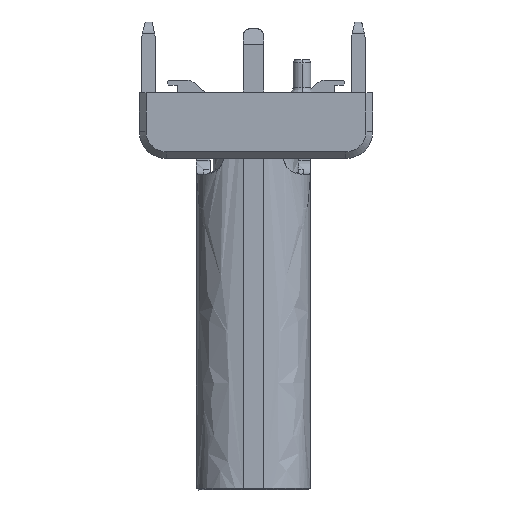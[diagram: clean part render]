
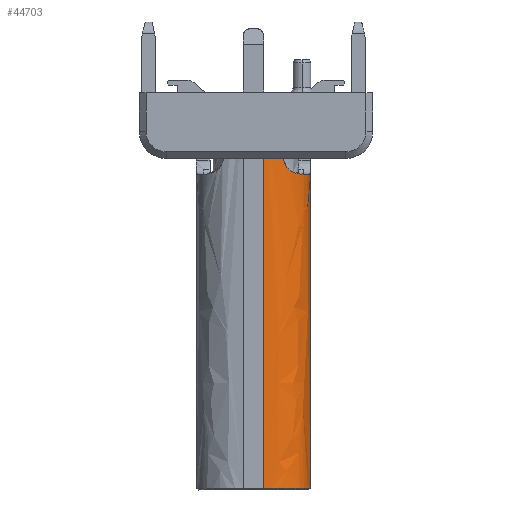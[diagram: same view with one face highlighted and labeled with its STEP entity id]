
A CAD part, left-side view. The second image highlights one B-rep face of the part: STEP entity #44703.
In plain terms, the highlighted free-form (B-spline) face has degree [1, 3] with [2, 4] control points.
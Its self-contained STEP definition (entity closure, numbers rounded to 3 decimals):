
#594 = CARTESIAN_POINT ( 'NONE',  ( -4.317, -1.093, 4.166 ) ) ;
#1021 = ORIENTED_EDGE ( 'NONE', *, *, #44836, .F. ) ;
#1312 = CARTESIAN_POINT ( 'NONE',  ( -4.434, -0.895, 4.44 ) ) ;
#2314 = EDGE_CURVE ( 'NONE', #38207, #34367, #35671, .T. ) ;
#2962 = B_SPLINE_CURVE_WITH_KNOTS ( 'NONE', 3,
 ( #44480, #39847, #18348, #32989 ),
 .UNSPECIFIED., .F., .F.,
 ( 4, 4 ),
 ( 0., 1. ),
 .UNSPECIFIED. ) ;
#3593 = ORIENTED_EDGE ( 'NONE', *, *, #23578, .T. ) ;
#5014 = CARTESIAN_POINT ( 'NONE',  ( -4.434, -0.895, 4.44 ) ) ;
#5366 = DIRECTION ( 'NONE',  ( 0., 0., 1. ) ) ;
#5428 = CARTESIAN_POINT ( 'NONE',  ( -3.2, -1.67, 4.215 ) ) ;
#6285 = DIRECTION ( 'NONE',  ( 0., 0., 1. ) ) ;
#6795 = EDGE_CURVE ( 'NONE', #15078, #13138, #26837, .T. ) ;
#7176 = DIRECTION ( 'NONE',  ( 0., 0., -1. ) ) ;
#7789 = FACE_OUTER_BOUND ( 'NONE', #13208, .T. ) ;
#7961 = CARTESIAN_POINT ( 'NONE',  ( -4.57, -0.3, -5.12 ) ) ;
#8631 = CARTESIAN_POINT ( 'NONE',  ( -4.28, -1.143, 4.136 ) ) ;
#8902 = ORIENTED_EDGE ( 'NONE', *, *, #26995, .T. ) ;
#9473 = LINE ( 'NONE', #39775, #38539 ) ;
#9541 = VERTEX_POINT ( 'NONE', #47595 ) ;
#10975 = CARTESIAN_POINT ( 'NONE',  ( -4.002, -1.678, -5.12 ) ) ;
#11050 = CARTESIAN_POINT ( 'NONE',  ( -3.2, -0.3, 4.08 ) ) ;
#12789 = CARTESIAN_POINT ( 'NONE',  ( -4.412, -0.939, 4.333 ) ) ;
#13138 = VERTEX_POINT ( 'NONE', #40692 ) ;
#13208 = EDGE_LOOP ( 'NONE', ( #3593, #1021, #36142, #47313, #8902, #37080, #38129 ) ) ;
#14179 = CIRCLE ( 'NONE', #30547, 1.37 ) ;
#15078 = VERTEX_POINT ( 'NONE', #42458 ) ;
#15553 =( BOUNDED_SURFACE ( )  B_SPLINE_SURFACE ( 1, 3, ( 
 ( #22703, #26142, #37595, #47893 ),
 ( #22468, #10975, #28405, #43331 ) ),
 .UNSPECIFIED., .F., .F., .F. ) 
 B_SPLINE_SURFACE_WITH_KNOTS ( ( 2, 2 ),
 ( 4, 4 ),
 ( 0.013, 0.981 ),
 ( 0., 1. ),
 .UNSPECIFIED. ) 
 GEOMETRIC_REPRESENTATION_ITEM ( )  RATIONAL_B_SPLINE_SURFACE ( (
 ( 1., 0.8, 0.8, 1.),
 ( 1., 0.8, 0.8, 1.) ) ) 
 REPRESENTATION_ITEM ( '' )  SURFACE ( )  );
#15692 =( BOUNDED_CURVE ( )  B_SPLINE_CURVE ( 3, ( #5014, #38737, #19935, #23357 ),
 .UNSPECIFIED., .F., .F. ) 
 B_SPLINE_CURVE_WITH_KNOTS ( ( 4, 4 ),
 ( 1.122, 1.571 ),
 .UNSPECIFIED. ) 
 CURVE ( )  GEOMETRIC_REPRESENTATION_ITEM ( )  RATIONAL_B_SPLINE_CURVE ( ( 1., 0.983, 0.983, 1. ) ) 
 REPRESENTATION_ITEM ( '' )  );
#18348 = CARTESIAN_POINT ( 'NONE',  ( -3.386, -1.662, 4.08 ) ) ;
#18442 = DIRECTION ( 'NONE',  ( 0., -1., 0. ) ) ;
#19181 = CARTESIAN_POINT ( 'NONE',  ( -4.075, -1.354, 4.08 ) ) ;
#19935 = CARTESIAN_POINT ( 'NONE',  ( -4.57, -0.507, 5.771 ) ) ;
#20018 = DIRECTION ( 'NONE',  ( -0.219, -0.976, 0. ) ) ;
#21356 = AXIS2_PLACEMENT_3D ( 'NONE', #11050, #25966, #20018 ) ;
#22112 = CARTESIAN_POINT ( 'NONE',  ( -4.049, -1.375, 4.08 ) ) ;
#22468 = CARTESIAN_POINT ( 'NONE',  ( -3.187, -1.67, -5.12 ) ) ;
#22703 = CARTESIAN_POINT ( 'NONE',  ( -3.187, -1.67, 6.55 ) ) ;
#23068 = CARTESIAN_POINT ( 'NONE',  ( -4.348, -1.048, 4.2 ) ) ;
#23357 = CARTESIAN_POINT ( 'NONE',  ( -4.57, -0.3, 6.48 ) ) ;
#23536 = CARTESIAN_POINT ( 'NONE',  ( -4.124, -1.313, 4.083 ) ) ;
#23578 = EDGE_CURVE ( 'NONE', #27654, #9541, #15692, .T. ) ;
#25016 = EDGE_CURVE ( 'NONE', #13138, #27654, #29976, .T. ) ;
#25761 = CARTESIAN_POINT ( 'NONE',  ( -3.2, -1.67, -5.12 ) ) ;
#25966 = DIRECTION ( 'NONE',  ( 0., 0., -1. ) ) ;
#26142 = CARTESIAN_POINT ( 'NONE',  ( -4.002, -1.678, 6.55 ) ) ;
#26837 = CIRCLE ( 'NONE', #21356, 1.37 ) ;
#26995 = EDGE_CURVE ( 'NONE', #34367, #15078, #2962, .T. ) ;
#27654 = VERTEX_POINT ( 'NONE', #45371 ) ;
#28405 = CARTESIAN_POINT ( 'NONE',  ( -4.578, -1.102, -5.12 ) ) ;
#29976 = B_SPLINE_CURVE_WITH_KNOTS ( 'NONE', 3,
 ( #22112, #19181, #23536, #42121, #37726, #8631, #594, #23068, #45789, #38690, #12789, #42609, #37968, #1312 ),
 .UNSPECIFIED., .F., .F.,
 ( 4, 1, 1, 1, 1, 1, 1, 1, 1, 1, 1, 4 ),
 ( 0., 0.091, 0.182, 0.273, 0.364, 0.455, 0.545, 0.636, 0.727, 0.818, 0.909, 1. ),
 .UNSPECIFIED. ) ;
#30547 = AXIS2_PLACEMENT_3D ( 'NONE', #41385, #7176, #18442 ) ;
#32989 = CARTESIAN_POINT ( 'NONE',  ( -3.5, -1.637, 4.08 ) ) ;
#34367 = VERTEX_POINT ( 'NONE', #5428 ) ;
#35671 = LINE ( 'NONE', #38847, #44223 ) ;
#36142 = ORIENTED_EDGE ( 'NONE', *, *, #39430, .F. ) ;
#37080 = ORIENTED_EDGE ( 'NONE', *, *, #6795, .T. ) ;
#37595 = CARTESIAN_POINT ( 'NONE',  ( -4.578, -1.102, 6.55 ) ) ;
#37726 = CARTESIAN_POINT ( 'NONE',  ( -4.237, -1.196, 4.112 ) ) ;
#37968 = CARTESIAN_POINT ( 'NONE',  ( -4.431, -0.9, 4.421 ) ) ;
#38129 = ORIENTED_EDGE ( 'NONE', *, *, #25016, .T. ) ;
#38207 = VERTEX_POINT ( 'NONE', #25761 ) ;
#38539 = VECTOR ( 'NONE', #6285, 1000. ) ;
#38690 = CARTESIAN_POINT ( 'NONE',  ( -4.395, -0.97, 4.285 ) ) ;
#38737 = CARTESIAN_POINT ( 'NONE',  ( -4.524, -0.709, 5.079 ) ) ;
#38847 = CARTESIAN_POINT ( 'NONE',  ( -3.2, -1.67, -5.12 ) ) ;
#39430 = EDGE_CURVE ( 'NONE', #38207, #45160, #14179, .T. ) ;
#39775 = CARTESIAN_POINT ( 'NONE',  ( -4.57, -0.3, -5.12 ) ) ;
#39847 = CARTESIAN_POINT ( 'NONE',  ( -3.276, -1.67, 4.129 ) ) ;
#40692 = CARTESIAN_POINT ( 'NONE',  ( -4.049, -1.375, 4.08 ) ) ;
#41385 = CARTESIAN_POINT ( 'NONE',  ( -3.2, -0.3, -5.12 ) ) ;
#42121 = CARTESIAN_POINT ( 'NONE',  ( -4.185, -1.253, 4.094 ) ) ;
#42458 = CARTESIAN_POINT ( 'NONE',  ( -3.5, -1.637, 4.08 ) ) ;
#42609 = CARTESIAN_POINT ( 'NONE',  ( -4.425, -0.913, 4.385 ) ) ;
#43331 = CARTESIAN_POINT ( 'NONE',  ( -4.57, -0.287, -5.12 ) ) ;
#44223 = VECTOR ( 'NONE', #5366, 1000. ) ;
#44480 = CARTESIAN_POINT ( 'NONE',  ( -3.2, -1.67, 4.215 ) ) ;
#44703 = ADVANCED_FACE ( 'NONE', ( #7789 ), #15553, .F. ) ;
#44836 = EDGE_CURVE ( 'NONE', #45160, #9541, #9473, .T. ) ;
#45160 = VERTEX_POINT ( 'NONE', #7961 ) ;
#45371 = CARTESIAN_POINT ( 'NONE',  ( -4.434, -0.895, 4.44 ) ) ;
#45789 = CARTESIAN_POINT ( 'NONE',  ( -4.374, -1.007, 4.24 ) ) ;
#47313 = ORIENTED_EDGE ( 'NONE', *, *, #2314, .T. ) ;
#47595 = CARTESIAN_POINT ( 'NONE',  ( -4.57, -0.3, 6.48 ) ) ;
#47893 = CARTESIAN_POINT ( 'NONE',  ( -4.57, -0.287, 6.55 ) ) ;
